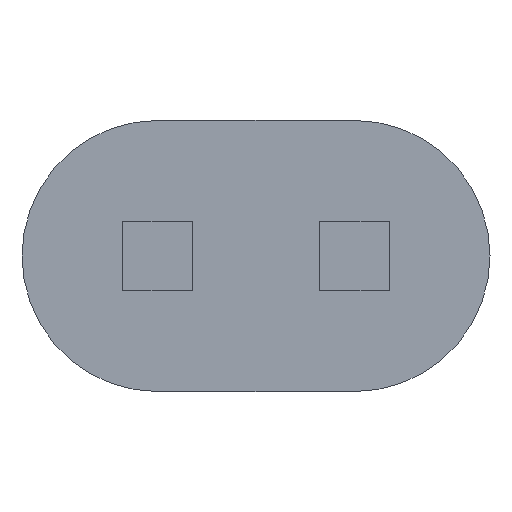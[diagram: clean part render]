
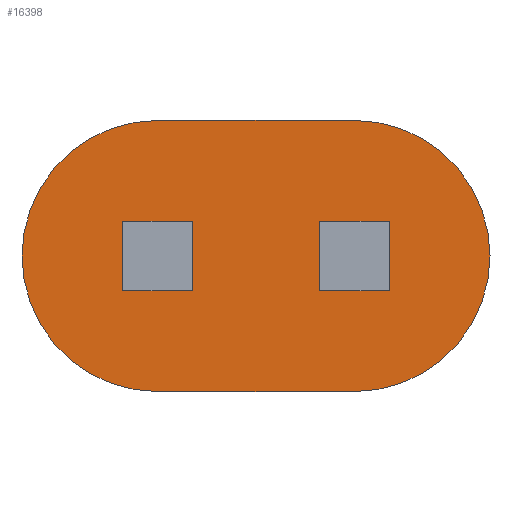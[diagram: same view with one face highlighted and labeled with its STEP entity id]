
A CAD part, front view. The second image highlights one B-rep face of the part: STEP entity #16398.
In plain terms, the highlighted planar face has unit normal (0, -1, 0).
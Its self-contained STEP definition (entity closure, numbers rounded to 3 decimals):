
#91 = VERTEX_POINT ( 'NONE', #21015 ) ;
#750 = ORIENTED_EDGE ( 'NONE', *, *, #8064, .F. ) ;
#1979 = CARTESIAN_POINT ( 'NONE',  ( -1125., -300., 0. ) ) ;
#2305 = VECTOR ( 'NONE', #6215, 1000. ) ;
#2504 = ORIENTED_EDGE ( 'NONE', *, *, #22174, .F. ) ;
#3707 = VERTEX_POINT ( 'NONE', #9381 ) ;
#3740 = VECTOR ( 'NONE', #17008, 1000. ) ;
#4012 = CARTESIAN_POINT ( 'NONE',  ( -1125., -300., 1550. ) ) ;
#4035 = DIRECTION ( 'NONE',  ( 0., 0., 1. ) ) ;
#4321 = AXIS2_PLACEMENT_3D ( 'NONE', #10003, #24398, #12097 ) ;
#6215 = DIRECTION ( 'NONE',  ( 1., 0., 0. ) ) ;
#6478 = ORIENTED_EDGE ( 'NONE', *, *, #13133, .F. ) ;
#8064 = EDGE_CURVE ( 'NONE', #3707, #91, #18592, .T. ) ;
#8839 = CARTESIAN_POINT ( 'NONE',  ( 1125., -300., 0. ) ) ;
#8981 = EDGE_CURVE ( 'NONE', #91, #21265, #25939, .T. ) ;
#9381 = CARTESIAN_POINT ( 'NONE',  ( -1125., -300., 1550. ) ) ;
#10003 = CARTESIAN_POINT ( 'NONE',  ( -1125., -300., 0. ) ) ;
#10098 = CARTESIAN_POINT ( 'NONE',  ( 1125., -300., -1550. ) ) ;
#10860 = DIRECTION ( 'NONE',  ( 0., 0., 1. ) ) ;
#12097 = DIRECTION ( 'NONE',  ( 0., 0., 1. ) ) ;
#13133 = EDGE_CURVE ( 'NONE', #14495, #3707, #25305, .T. ) ;
#14495 = VERTEX_POINT ( 'NONE', #23526 ) ;
#15636 = ORIENTED_EDGE ( 'NONE', *, *, #8981, .F. ) ;
#16244 = DIRECTION ( 'NONE',  ( 0., 1., 0. ) ) ;
#16398 = ADVANCED_FACE ( 'NONE', ( #16682 ), #18175, .F. ) ;
#16682 = FACE_OUTER_BOUND ( 'NONE', #23062, .T. ) ;
#17008 = DIRECTION ( 'NONE',  ( -1., 0., 0. ) ) ;
#18175 = PLANE ( 'NONE',  #4321 ) ;
#18269 = AXIS2_PLACEMENT_3D ( 'NONE', #1979, #16244, #4035 ) ;
#18592 = LINE ( 'NONE', #4012, #2305 ) ;
#20040 = LINE ( 'NONE', #21163, #3740 ) ;
#21015 = CARTESIAN_POINT ( 'NONE',  ( 1125., -300., 1550. ) ) ;
#21163 = CARTESIAN_POINT ( 'NONE',  ( -1125., -300., -1550. ) ) ;
#21265 = VERTEX_POINT ( 'NONE', #10098 ) ;
#22174 = EDGE_CURVE ( 'NONE', #21265, #14495, #20040, .T. ) ;
#23062 = EDGE_LOOP ( 'NONE', ( #6478, #2504, #15636, #750 ) ) ;
#23147 = DIRECTION ( 'NONE',  ( 0., 1., 0. ) ) ;
#23526 = CARTESIAN_POINT ( 'NONE',  ( -1125., -300., -1550. ) ) ;
#24398 = DIRECTION ( 'NONE',  ( 0., 1., 0. ) ) ;
#25305 = CIRCLE ( 'NONE', #18269, 1550. ) ;
#25939 = CIRCLE ( 'NONE', #26473, 1550. ) ;
#26473 = AXIS2_PLACEMENT_3D ( 'NONE', #8839, #23147, #10860 ) ;
